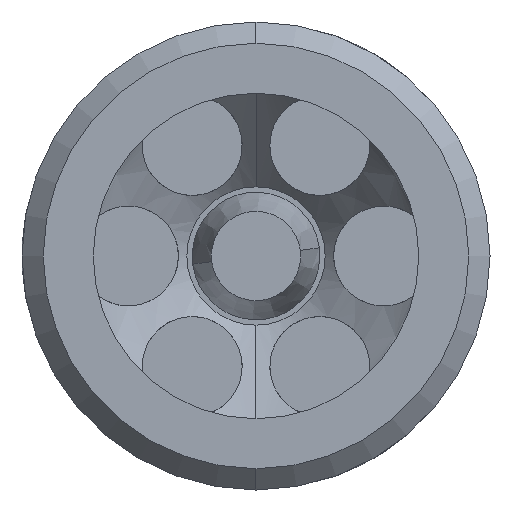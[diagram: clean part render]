
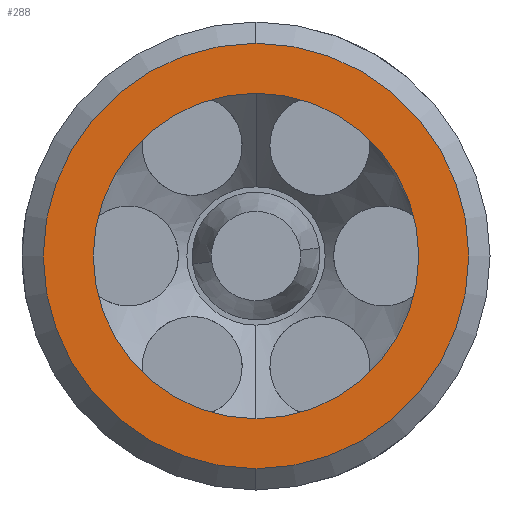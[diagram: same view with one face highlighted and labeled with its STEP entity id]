
A CAD part, left-side view. The second image highlights one B-rep face of the part: STEP entity #288.
In plain terms, the highlighted planar face has unit normal (-1, 0, 0).
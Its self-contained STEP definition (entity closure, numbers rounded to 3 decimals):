
#38 = CIRCLE ( 'NONE', #2671, 10. ) ;
#74 = ORIENTED_EDGE ( 'NONE', *, *, #2137, .F. ) ;
#233 = ORIENTED_EDGE ( 'NONE', *, *, #1270, .F. ) ;
#288 = ADVANCED_FACE ( 'NONE', ( #1071, #1095 ), #2179, .F. ) ;
#413 = CARTESIAN_POINT ( 'NONE',  ( 0., 0., -7.65 ) ) ;
#417 = VERTEX_POINT ( 'NONE', #529 ) ;
#476 = DIRECTION ( 'NONE',  ( 0., 0., 1. ) ) ;
#479 = ORIENTED_EDGE ( 'NONE', *, *, #2738, .T. ) ;
#529 = CARTESIAN_POINT ( 'NONE',  ( 0., 0., -10. ) ) ;
#652 = DIRECTION ( 'NONE',  ( 0., 0., -1. ) ) ;
#853 = AXIS2_PLACEMENT_3D ( 'NONE', #1806, #1530, #476 ) ;
#862 = CARTESIAN_POINT ( 'NONE',  ( 0., 7.65, 0. ) ) ;
#898 = CARTESIAN_POINT ( 'NONE',  ( 0., 0., 7.65 ) ) ;
#908 = CARTESIAN_POINT ( 'NONE',  ( 0., 0., 0. ) ) ;
#918 = VERTEX_POINT ( 'NONE', #898 ) ;
#1071 = FACE_OUTER_BOUND ( 'NONE', #2634, .T. ) ;
#1095 = FACE_BOUND ( 'NONE', #2777, .T. ) ;
#1127 = DIRECTION ( 'NONE',  ( -1., 0., 0. ) ) ;
#1132 = CIRCLE ( 'NONE', #2754, 10. ) ;
#1270 = EDGE_CURVE ( 'NONE', #2715, #918, #1458, .T. ) ;
#1303 = CARTESIAN_POINT ( 'NONE',  ( 0., 0., 0. ) ) ;
#1458 = CIRCLE ( 'NONE', #853, 7.65 ) ;
#1530 = DIRECTION ( 'NONE',  ( -1., 0., 0. ) ) ;
#1649 = VERTEX_POINT ( 'NONE', #2823 ) ;
#1665 = ORIENTED_EDGE ( 'NONE', *, *, #1714, .T. ) ;
#1714 = EDGE_CURVE ( 'NONE', #1649, #417, #1132, .T. ) ;
#1806 = CARTESIAN_POINT ( 'NONE',  ( 0., 0., 0. ) ) ;
#1919 = DIRECTION ( 'NONE',  ( -1., 0., 0. ) ) ;
#1984 = DIRECTION ( 'NONE',  ( 0., 0., -1. ) ) ;
#2137 = EDGE_CURVE ( 'NONE', #918, #2715, #2639, .T. ) ;
#2149 = CARTESIAN_POINT ( 'NONE',  ( 0., 0., 0. ) ) ;
#2179 = PLANE ( 'NONE',  #2287 ) ;
#2287 = AXIS2_PLACEMENT_3D ( 'NONE', #862, #2874, #2863 ) ;
#2620 = DIRECTION ( 'NONE',  ( 0., 0., 1. ) ) ;
#2634 = EDGE_LOOP ( 'NONE', ( #479, #1665 ) ) ;
#2639 = CIRCLE ( 'NONE', #2829, 7.65 ) ;
#2671 = AXIS2_PLACEMENT_3D ( 'NONE', #908, #1127, #652 ) ;
#2715 = VERTEX_POINT ( 'NONE', #413 ) ;
#2738 = EDGE_CURVE ( 'NONE', #417, #1649, #38, .T. ) ;
#2754 = AXIS2_PLACEMENT_3D ( 'NONE', #2149, #2832, #1984 ) ;
#2777 = EDGE_LOOP ( 'NONE', ( #74, #233 ) ) ;
#2823 = CARTESIAN_POINT ( 'NONE',  ( 0., 0., 10. ) ) ;
#2829 = AXIS2_PLACEMENT_3D ( 'NONE', #1303, #1919, #2620 ) ;
#2832 = DIRECTION ( 'NONE',  ( -1., 0., 0. ) ) ;
#2863 = DIRECTION ( 'NONE',  ( 0., 0., -1. ) ) ;
#2874 = DIRECTION ( 'NONE',  ( 1., 0., 0. ) ) ;
